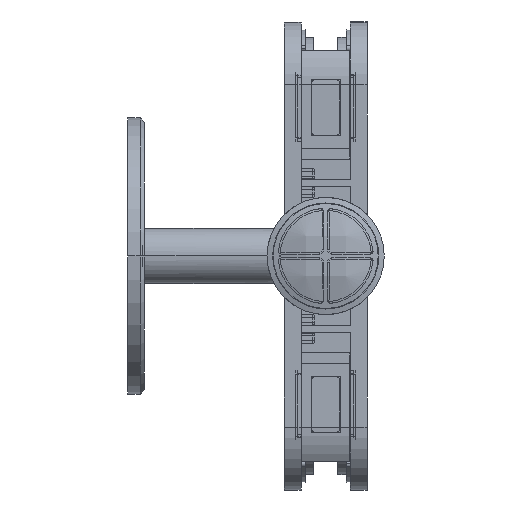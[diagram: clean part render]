
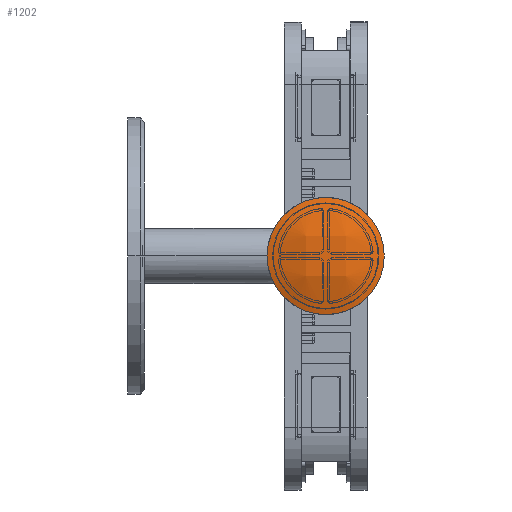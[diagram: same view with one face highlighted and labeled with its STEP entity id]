
A CAD part, front view. The second image highlights one B-rep face of the part: STEP entity #1202.
In plain terms, the highlighted free-form (B-spline) face has degree [3, 3] with [4, 4] control points.
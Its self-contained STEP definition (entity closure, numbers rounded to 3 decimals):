
#1202 = ADVANCED_FACE ( 'NONE', ( #41205 ), #41498, .T. ) ;
#1362 = EDGE_LOOP ( 'NONE', ( #27835, #29901 ) ) ;
#1468 = CARTESIAN_POINT ( 'NONE',  ( 0.927, 19.993, 21.443 ) ) ;
#4499 = CARTESIAN_POINT ( 'NONE',  ( -4.21, 22.036, -7.595 ) ) ;
#4817 = AXIS2_PLACEMENT_3D ( 'NONE', #8768, #38626, #25531 ) ;
#6241 = DIRECTION ( 'NONE',  ( 0., 0., 1. ) ) ;
#7882 = AXIS2_PLACEMENT_3D ( 'NONE', #25195, #34854, #6241 ) ;
#8590 = CARTESIAN_POINT ( 'NONE',  ( 0.974, 19.974, -21.57 ) ) ;
#8768 = CARTESIAN_POINT ( 'NONE',  ( -3., 0., 0. ) ) ;
#11778 = CARTESIAN_POINT ( 'NONE',  ( -4.255, 6.968, 21.443 ) ) ;
#14797 = CARTESIAN_POINT ( 'NONE',  ( 0.956, -20.066, 21.443 ) ) ;
#15004 = CARTESIAN_POINT ( 'NONE',  ( -9.922, 7.68, -7.595 ) ) ;
#20377 = EDGE_CURVE ( 'NONE', #21507, #23231, #23656, .T. ) ;
#21478 = CARTESIAN_POINT ( 'NONE',  ( -4.203, 6.962, -21.57 ) ) ;
#21507 = VERTEX_POINT ( 'NONE', #31930 ) ;
#23231 = VERTEX_POINT ( 'NONE', #34401 ) ;
#23656 = CIRCLE ( 'NONE', #7882, 21.2 ) ;
#24926 = CARTESIAN_POINT ( 'NONE',  ( -9.929, -7.772, 7.454 ) ) ;
#25195 = CARTESIAN_POINT ( 'NONE',  ( -3., 0., 0. ) ) ;
#25531 = DIRECTION ( 'NONE',  ( 0., 0., 1. ) ) ;
#27835 = ORIENTED_EDGE ( 'NONE', *, *, #20377, .T. ) ;
#28162 = CIRCLE ( 'NONE', #4817, 21.2 ) ;
#29901 = ORIENTED_EDGE ( 'NONE', *, *, #40216, .T. ) ;
#30714 = CARTESIAN_POINT ( 'NONE',  ( -4.245, -7.049, 21.443 ) ) ;
#31147 = CARTESIAN_POINT ( 'NONE',  ( -4.178, -22.118, -7.595 ) ) ;
#31569 = CARTESIAN_POINT ( 'NONE',  ( -9.94, 7.683, 7.454 ) ) ;
#31930 = CARTESIAN_POINT ( 'NONE',  ( -3., 0., 21.2 ) ) ;
#33950 = CARTESIAN_POINT ( 'NONE',  ( 1.003, -20.048, -21.57 ) ) ;
#34401 = CARTESIAN_POINT ( 'NONE',  ( -3., 0., -21.2 ) ) ;
#34585 = CARTESIAN_POINT ( 'NONE',  ( -4.193, -7.043, -21.57 ) ) ;
#34854 = DIRECTION ( 'NONE',  ( -1., 0., 0. ) ) ;
#37794 = CARTESIAN_POINT ( 'NONE',  ( -4.227, 22.043, 7.454 ) ) ;
#38021 = CARTESIAN_POINT ( 'NONE',  ( -9.91, -7.77, -7.595 ) ) ;
#38626 = DIRECTION ( 'NONE',  ( -1., 0., 0. ) ) ;
#40216 = EDGE_CURVE ( 'NONE', #23231, #21507, #28162, .T. ) ;
#41005 = CARTESIAN_POINT ( 'NONE',  ( -4.194, -22.124, 7.454 ) ) ;
#41205 = FACE_OUTER_BOUND ( 'NONE', #1362, .T. ) ;
#41498 =( BOUNDED_SURFACE ( )  B_SPLINE_SURFACE ( 3, 3, ( 
 ( #1468, #11778, #30714, #14797 ),
 ( #37794, #31569, #24926, #41005 ),
 ( #4499, #15004, #38021, #31147 ),
 ( #8590, #21478, #34585, #33950 ) ),
 .UNSPECIFIED., .F., .F., .F. ) 
 B_SPLINE_SURFACE_WITH_KNOTS ( ( 4, 4 ),
 ( 4, 4 ),
 ( 0., 1. ),
 ( 0., 1. ),
 .UNSPECIFIED. ) 
 GEOMETRIC_REPRESENTATION_ITEM ( )  RATIONAL_B_SPLINE_SURFACE ( (
 ( 1., 0.953, 0.953, 1.),
 ( 0.953, 0.908, 0.908, 0.953),
 ( 0.953, 0.908, 0.908, 0.953),
 ( 1., 0.953, 0.953, 1.) ) ) 
 REPRESENTATION_ITEM ( '' )  SURFACE ( )  );
